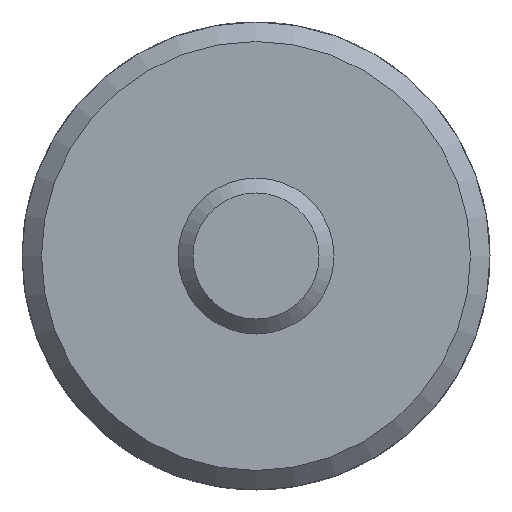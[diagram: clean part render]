
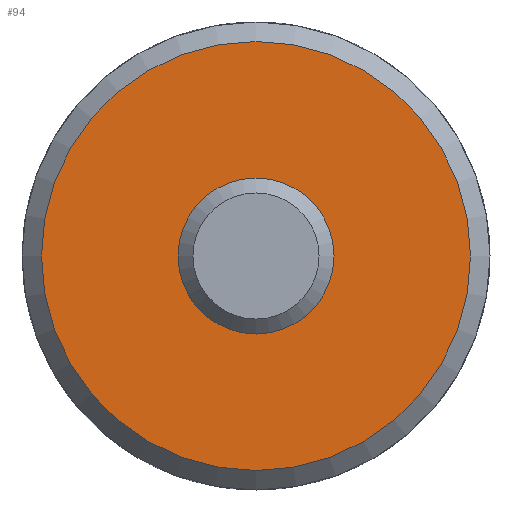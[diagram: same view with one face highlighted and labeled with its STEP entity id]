
A CAD part, front view. The second image highlights one B-rep face of the part: STEP entity #94.
In plain terms, the highlighted planar face has unit normal (0, -1, 0).
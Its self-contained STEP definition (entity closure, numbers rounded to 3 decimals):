
#94 = ADVANCED_FACE( '', ( #198, #199 ), #200, .F. );
#198 = FACE_OUTER_BOUND( '', #306, .T. );
#199 = FACE_BOUND( '', #307, .T. );
#200 = PLANE( '', #308 );
#306 = EDGE_LOOP( '', ( #508 ) );
#307 = EDGE_LOOP( '', ( #509 ) );
#308 = AXIS2_PLACEMENT_3D( '', #510, #511, #512 );
#508 = ORIENTED_EDGE( '', *, *, #611, .F. );
#509 = ORIENTED_EDGE( '', *, *, #599, .T. );
#510 = CARTESIAN_POINT( '', ( -3., 0., 0. ) );
#511 = DIRECTION( '', ( 0., 1., 0. ) );
#512 = DIRECTION( '', ( -1., 0., 0. ) );
#599 = EDGE_CURVE( '', #702, #702, #703, .T. );
#611 = EDGE_CURVE( '', #721, #721, #722, .T. );
#702 = VERTEX_POINT( '', #867 );
#703 = CIRCLE( '', #868, 3. );
#721 = VERTEX_POINT( '', #900 );
#722 = CIRCLE( '', #901, 11. );
#867 = CARTESIAN_POINT( '', ( -3., 0., 0. ) );
#868 = AXIS2_PLACEMENT_3D( '', #1047, #1048, #1049 );
#900 = CARTESIAN_POINT( '', ( -11., 0., 0. ) );
#901 = AXIS2_PLACEMENT_3D( '', #1068, #1069, #1070 );
#1047 = CARTESIAN_POINT( '', ( 0., 0., 0. ) );
#1048 = DIRECTION( '', ( 0., 1., 0. ) );
#1049 = DIRECTION( '', ( -1., 0., 0. ) );
#1068 = CARTESIAN_POINT( '', ( 0., 0., 0. ) );
#1069 = DIRECTION( '', ( 0., 1., 0. ) );
#1070 = DIRECTION( '', ( -1., 0., 0. ) );
